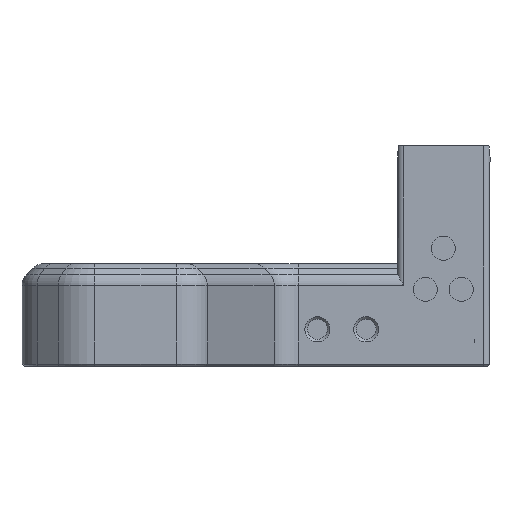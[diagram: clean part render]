
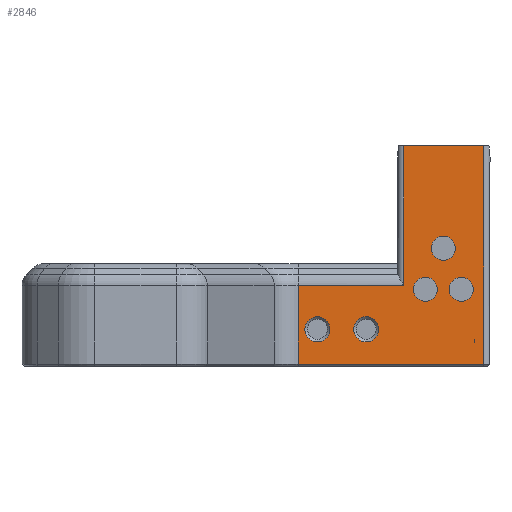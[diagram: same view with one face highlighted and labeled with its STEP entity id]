
A CAD part, left-side view. The second image highlights one B-rep face of the part: STEP entity #2846.
In plain terms, the highlighted face is planar.
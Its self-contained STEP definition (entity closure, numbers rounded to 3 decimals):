
#155=FACE_BOUND('',#522,.T.);
#156=FACE_BOUND('',#523,.T.);
#157=FACE_BOUND('',#524,.T.);
#158=FACE_BOUND('',#525,.T.);
#159=FACE_BOUND('',#526,.T.);
#160=FACE_BOUND('',#527,.T.);
#182=PLANE('',#3189);
#313=FACE_OUTER_BOUND('',#521,.T.);
#521=EDGE_LOOP('',(#2328,#2329,#2330,#2331,#2332,#2333));
#522=EDGE_LOOP('',(#2334));
#523=EDGE_LOOP('',(#2335));
#524=EDGE_LOOP('',(#2336));
#525=EDGE_LOOP('',(#2337));
#526=EDGE_LOOP('',(#2338));
#527=EDGE_LOOP('',(#2339,#2340));
#686=LINE('',#4593,#889);
#740=LINE('',#4936,#943);
#741=LINE('',#4938,#944);
#742=LINE('',#4940,#945);
#743=LINE('',#4942,#946);
#744=LINE('',#4943,#947);
#745=LINE('',#4956,#948);
#889=VECTOR('',#3582,10.);
#943=VECTOR('',#3910,10.);
#944=VECTOR('',#3913,10.);
#945=VECTOR('',#3914,10.);
#946=VECTOR('',#3915,10.);
#947=VECTOR('',#3916,10.);
#948=VECTOR('',#3927,10.);
#1176=CIRCLE('',#3190,2.35);
#1177=CIRCLE('',#3191,2.35);
#1178=CIRCLE('',#3192,2.35);
#1179=CIRCLE('',#3193,2.45);
#1180=CIRCLE('',#3194,2.45);
#1181=CIRCLE('',#3195,2.65);
#1317=VERTEX_POINT('',#4590);
#1318=VERTEX_POINT('',#4592);
#1388=VERTEX_POINT('',#4919);
#1390=VERTEX_POINT('',#4925);
#1392=VERTEX_POINT('',#4939);
#1393=VERTEX_POINT('',#4941);
#1394=VERTEX_POINT('',#4944);
#1395=VERTEX_POINT('',#4946);
#1396=VERTEX_POINT('',#4948);
#1397=VERTEX_POINT('',#4950);
#1398=VERTEX_POINT('',#4952);
#1399=VERTEX_POINT('',#4954);
#1400=VERTEX_POINT('',#4955);
#1587=EDGE_CURVE('',#1318,#1317,#686,.T.);
#1726=EDGE_CURVE('',#1388,#1390,#740,.T.);
#1727=EDGE_CURVE('',#1390,#1317,#741,.T.);
#1728=EDGE_CURVE('',#1392,#1388,#742,.T.);
#1729=EDGE_CURVE('',#1393,#1392,#743,.T.);
#1730=EDGE_CURVE('',#1318,#1393,#744,.T.);
#1731=EDGE_CURVE('',#1394,#1394,#1176,.F.);
#1732=EDGE_CURVE('',#1395,#1395,#1177,.F.);
#1733=EDGE_CURVE('',#1396,#1396,#1178,.F.);
#1734=EDGE_CURVE('',#1397,#1397,#1179,.T.);
#1735=EDGE_CURVE('',#1398,#1398,#1180,.T.);
#1736=EDGE_CURVE('',#1399,#1400,#745,.T.);
#1737=EDGE_CURVE('',#1400,#1399,#1181,.T.);
#2328=ORIENTED_EDGE('',*,*,#1727,.F.);
#2329=ORIENTED_EDGE('',*,*,#1726,.F.);
#2330=ORIENTED_EDGE('',*,*,#1728,.F.);
#2331=ORIENTED_EDGE('',*,*,#1729,.F.);
#2332=ORIENTED_EDGE('',*,*,#1730,.F.);
#2333=ORIENTED_EDGE('',*,*,#1587,.T.);
#2334=ORIENTED_EDGE('',*,*,#1731,.T.);
#2335=ORIENTED_EDGE('',*,*,#1732,.T.);
#2336=ORIENTED_EDGE('',*,*,#1733,.T.);
#2337=ORIENTED_EDGE('',*,*,#1734,.F.);
#2338=ORIENTED_EDGE('',*,*,#1735,.F.);
#2339=ORIENTED_EDGE('',*,*,#1736,.F.);
#2340=ORIENTED_EDGE('',*,*,#1737,.F.);
#2846=ADVANCED_FACE('',(#313,#155,#156,#157,#158,#159,#160),#182,.F.);
#3189=AXIS2_PLACEMENT_3D('',#4937,#3911,#3912);
#3190=AXIS2_PLACEMENT_3D('',#4945,#3917,#3918);
#3191=AXIS2_PLACEMENT_3D('',#4947,#3919,#3920);
#3192=AXIS2_PLACEMENT_3D('',#4949,#3921,#3922);
#3193=AXIS2_PLACEMENT_3D('',#4951,#3923,#3924);
#3194=AXIS2_PLACEMENT_3D('',#4953,#3925,#3926);
#3195=AXIS2_PLACEMENT_3D('',#4957,#3928,#3929);
#3582=DIRECTION('',(0.,0.,-1.));
#3910=DIRECTION('',(0.,0.,1.));
#3911=DIRECTION('center_axis',(0.,-1.,0.));
#3912=DIRECTION('ref_axis',(0.,0.,
-1.));
#3913=DIRECTION('',(1.,0.,0.));
#3914=DIRECTION('',(1.,0.,0.));
#3915=DIRECTION('',(0.,0.,-1.));
#3916=DIRECTION('',(-1.,0.,0.));
#3917=DIRECTION('center_axis',(0.,1.,0.));
#3918=DIRECTION('ref_axis',(-1.,0.,0.));
#3919=DIRECTION('center_axis',(0.,1.,0.));
#3920=DIRECTION('ref_axis',(-1.,0.,0.));
#3921=DIRECTION('center_axis',(0.,1.,0.));
#3922=DIRECTION('ref_axis',(-1.,0.,0.));
#3923=DIRECTION('center_axis',(0.,1.,0.));
#3924=DIRECTION('ref_axis',(1.,0.,0.));
#3925=DIRECTION('center_axis',(0.,1.,0.));
#3926=DIRECTION('ref_axis',(1.,0.,0.));
#3927=DIRECTION('',(-1.,0.,0.));
#3928=DIRECTION('center_axis',(0.,1.,0.));
#3929=DIRECTION('ref_axis',(0.,0.,
-1.));
#4590=CARTESIAN_POINT('',(-1.734,111.867,61.574));
#4592=CARTESIAN_POINT('',(-1.734,111.867,77.174));
#4593=CARTESIAN_POINT('',(-1.734,111.867,78.374));
#4919=CARTESIAN_POINT('',(-28.976,111.867,40.962));
#4925=CARTESIAN_POINT('',(-28.976,111.867,61.574));
#4936=CARTESIAN_POINT('',(-28.976,111.867,14.624));
#4937=CARTESIAN_POINT('Origin',(-44.734,111.867,17.124));
#4938=CARTESIAN_POINT('',(-28.984,111.867,61.574));
#4939=CARTESIAN_POINT('',(-44.334,111.867,40.962));
#4940=CARTESIAN_POINT('',(-34.734,111.867,40.962));
#4941=CARTESIAN_POINT('',(-44.334,111.867,77.174));
#4942=CARTESIAN_POINT('',(-44.334,111.867,12.124));
#4943=CARTESIAN_POINT('',(-44.734,111.867,77.174));
#4944=CARTESIAN_POINT('',(-19.384,111.867,69.274));
#4945=CARTESIAN_POINT('Origin',(-21.734,111.867,69.274));
#4946=CARTESIAN_POINT('',(-27.384,111.867,65.774));
#4947=CARTESIAN_POINT('Origin',(-29.734,111.867,65.774));
#4948=CARTESIAN_POINT('',(-27.384,111.867,72.774));
#4949=CARTESIAN_POINT('Origin',(-29.734,111.867,72.774));
#4950=CARTESIAN_POINT('',(-39.973,111.867,54.224));
#4951=CARTESIAN_POINT('Origin',(-37.523,111.867,54.224));
#4952=CARTESIAN_POINT('',(-39.973,111.867,44.724));
#4953=CARTESIAN_POINT('Origin',(-37.523,111.867,44.724));
#4954=CARTESIAN_POINT('',(-39.424,111.867,75.374));
#4955=CARTESIAN_POINT('',(-40.138,111.867,75.374));
#4956=CARTESIAN_POINT('',(-27.734,111.867,75.374));
#4957=CARTESIAN_POINT('Origin',(-39.781,111.867,72.748));
